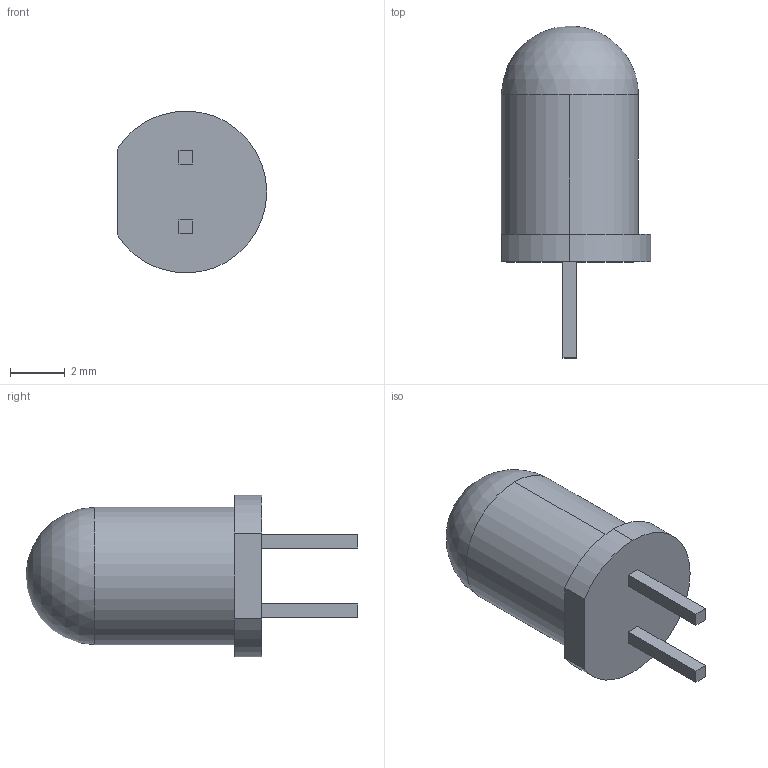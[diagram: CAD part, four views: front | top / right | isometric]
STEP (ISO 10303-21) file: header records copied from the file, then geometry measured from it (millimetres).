
FILE_DESCRIPTION (( 'STEP AP203' ), '1' );
FILE_NAME ('LED BL-L517.STEP', '2014-04-28T09:45:35', ( '' ), ( '' ), 'SwSTEP 2.0', 'SolidWorks 2012', '' );
FILE_SCHEMA (( 'CONFIG_CONTROL_DESIGN' ));
Length unit declared in the file: millimetre
Products named in the file (1): LED BL-L517
Bounding box: 5.45 x 12.1 x 5.9 mm (x, y, z)
Volume: 161 mm3; surface area: 184.9 mm2
Topology: 1 solids, 1 shells, 19 faces, 47 edges, 31 vertices
Faces by surface type: plane 13, cylinder 5, sphere 1
Entity records: 618 total; most frequent: DIRECTION 95, CARTESIAN_POINT 93, ORIENTED_EDGE 88, EDGE_CURVE 44, LINE 33, VECTOR 33, AXIS2_PLACEMENT_3D 31, VERTEX_POINT 29
